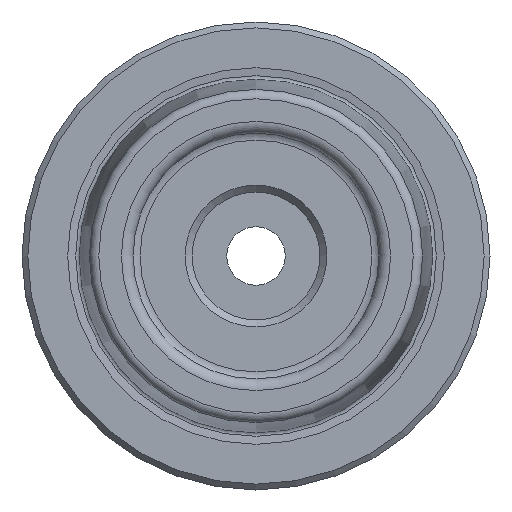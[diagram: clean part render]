
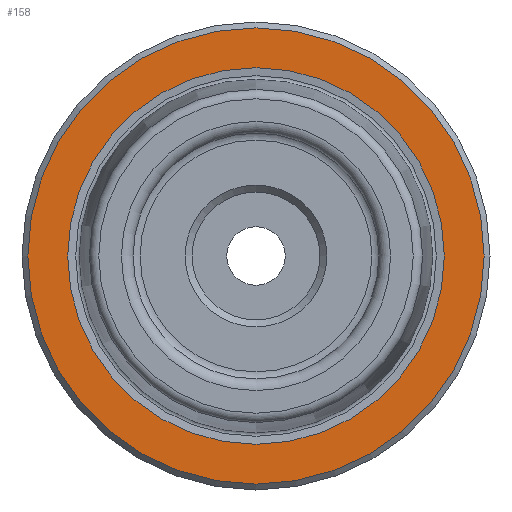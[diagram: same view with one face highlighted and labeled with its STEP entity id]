
A CAD part, left-side view. The second image highlights one B-rep face of the part: STEP entity #158.
In plain terms, the highlighted planar face has unit normal (-1, 0, 0).
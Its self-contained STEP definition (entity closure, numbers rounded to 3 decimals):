
#158 = ADVANCED_FACE( '', ( #371, #372 ), #373, .T. );
#371 = FACE_OUTER_BOUND( '', #647, .T. );
#372 = FACE_BOUND( '', #648, .T. );
#373 = PLANE( '', #649 );
#647 = EDGE_LOOP( '', ( #989 ) );
#648 = EDGE_LOOP( '', ( #990 ) );
#649 = AXIS2_PLACEMENT_3D( '', #991, #992, #993 );
#989 = ORIENTED_EDGE( '', *, *, #1343, .T. );
#990 = ORIENTED_EDGE( '', *, *, #1344, .F. );
#991 = CARTESIAN_POINT( '', ( 0., 0., 19.5 ) );
#992 = DIRECTION( '', ( -1., 0., 0. ) );
#993 = DIRECTION( '', ( 0., 0., 1. ) );
#1343 = EDGE_CURVE( '', #1557, #1557, #1558, .T. );
#1344 = EDGE_CURVE( '', #1559, #1559, #1560, .T. );
#1557 = VERTEX_POINT( '', #1875 );
#1558 = CIRCLE( '', #1876, 19.5 );
#1559 = VERTEX_POINT( '', #1877 );
#1560 = CIRCLE( '', #1878, 16.094 );
#1875 = CARTESIAN_POINT( '', ( 0., 0., 19.5 ) );
#1876 = AXIS2_PLACEMENT_3D( '', #2170, #2171, #2172 );
#1877 = CARTESIAN_POINT( '', ( 0., 0., 16.094 ) );
#1878 = AXIS2_PLACEMENT_3D( '', #2173, #2174, #2175 );
#2170 = CARTESIAN_POINT( '', ( 0., 0., 0. ) );
#2171 = DIRECTION( '', ( -1., 0., 0. ) );
#2172 = DIRECTION( '', ( 0., 0., 1. ) );
#2173 = CARTESIAN_POINT( '', ( 0., 0., 0. ) );
#2174 = DIRECTION( '', ( -1., 0., 0. ) );
#2175 = DIRECTION( '', ( 0., 0., 1. ) );
